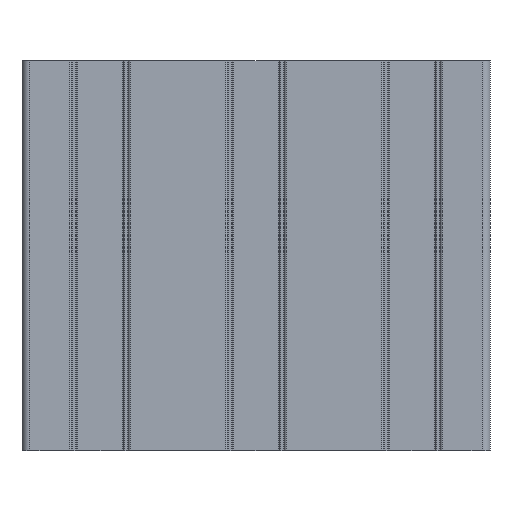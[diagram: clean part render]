
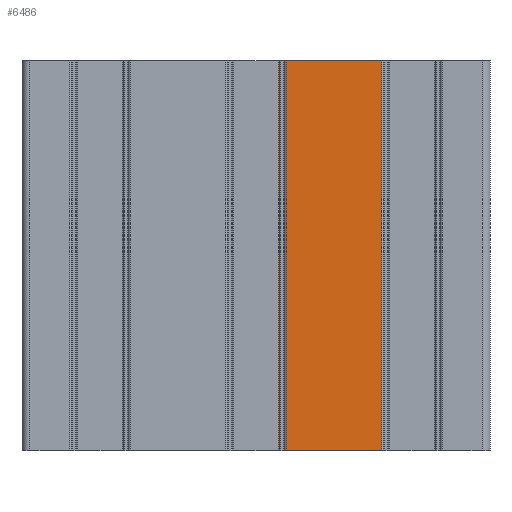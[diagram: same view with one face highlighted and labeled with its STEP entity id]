
A CAD part, left-side view. The second image highlights one B-rep face of the part: STEP entity #6486.
In plain terms, the highlighted planar face has unit normal (-1, 0, 0).
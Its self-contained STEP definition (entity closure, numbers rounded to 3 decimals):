
#131=PLANE('',#7044);
#404=FACE_OUTER_BOUND('',#734,.T.);
#734=EDGE_LOOP('',(#4993,#4994,#4995,#4996));
#1590=LINE('',#10460,#2246);
#1617=LINE('',#10539,#2273);
#1618=LINE('',#10541,#2274);
#1619=LINE('',#10542,#2275);
#2246=VECTOR('',#8480,1.);
#2273=VECTOR('',#8561,1.);
#2274=VECTOR('',#8562,1.);
#2275=VECTOR('',#8563,1.);
#2907=VERTEX_POINT('',#10457);
#2908=VERTEX_POINT('',#10459);
#2933=VERTEX_POINT('',#10538);
#2934=VERTEX_POINT('',#10540);
#3759=EDGE_CURVE('',#2907,#2908,#1590,.T.);
#3799=EDGE_CURVE('',#2907,#2933,#1617,.T.);
#3800=EDGE_CURVE('',#2934,#2933,#1618,.T.);
#3801=EDGE_CURVE('',#2934,#2908,#1619,.T.);
#4993=ORIENTED_EDGE('',*,*,#3759,.F.);
#4994=ORIENTED_EDGE('',*,*,#3799,.T.);
#4995=ORIENTED_EDGE('',*,*,#3800,.F.);
#4996=ORIENTED_EDGE('',*,*,#3801,.T.);
#6486=ADVANCED_FACE('',(#404),#131,.T.);
#7044=AXIS2_PLACEMENT_3D('',#10537,#8559,#8560);
#8480=DIRECTION('',(0.,0.,1.));
#8559=DIRECTION('center_axis',(-1.,0.,0.));
#8560=DIRECTION('ref_axis',(0.,1.,0.));
#8561=DIRECTION('',(0.,-1.,0.));
#8562=DIRECTION('',(0.,0.,-1.));
#8563=DIRECTION('',(0.,1.,0.));
#10457=CARTESIAN_POINT('',(-10.,-3.9,-25.));
#10459=CARTESIAN_POINT('',(-10.,-3.9,25.));
#10460=CARTESIAN_POINT('',(-10.,-3.9,-25.));
#10537=CARTESIAN_POINT('Origin',(-10.,-13.05,25.));
#10538=CARTESIAN_POINT('',(-10.,-16.1,-25.));
#10539=CARTESIAN_POINT('',(-10.,-3.9,-25.));
#10540=CARTESIAN_POINT('',(-10.,-16.1,25.));
#10541=CARTESIAN_POINT('',(-10.,-16.1,25.));
#10542=CARTESIAN_POINT('',(-10.,-16.1,25.));
